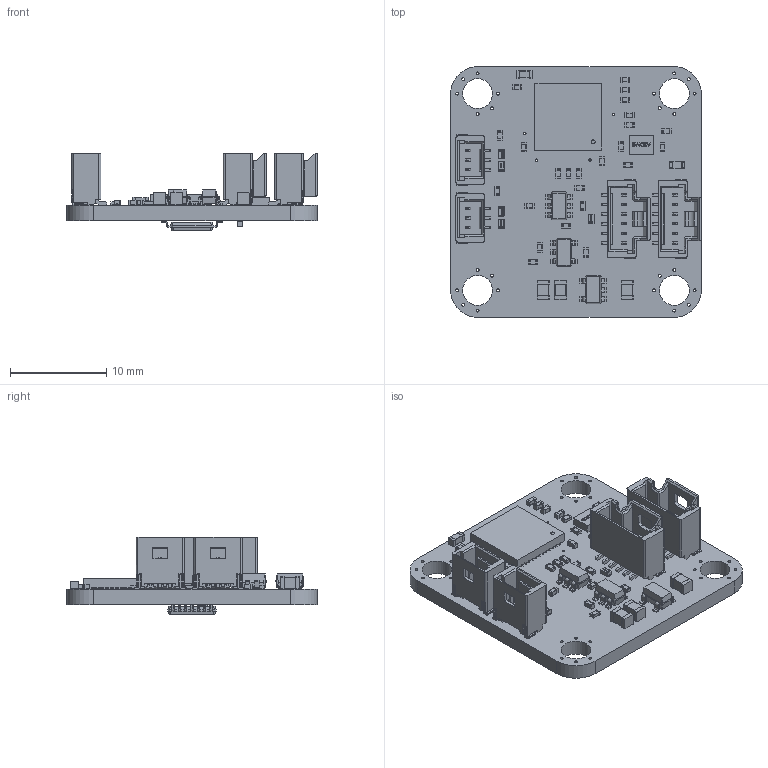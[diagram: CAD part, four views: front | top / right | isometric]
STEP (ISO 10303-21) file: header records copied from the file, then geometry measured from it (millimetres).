
FILE_DESCRIPTION(('FreeCAD Model'),'2;1');
FILE_NAME('Open CASCADE Shape Model','2023-11-29T11:18:40',(''),(''), 'Open CASCADE STEP processor 7.6','FreeCAD','Unknown');
FILE_SCHEMA(('AUTOMOTIVE_DESIGN { 1 0 10303 214 1 1 1 1 }'));
Products named in the file (1): JCS00040001010000_ae_uc001 (Solid)
Bounding box: 26.01 x 26 x 8.09 mm (x, y, z)
Volume: 1356.4 mm3; surface area: 2992.3 mm2
Topology: 46 solids, 46 shells, 3929 faces, 10070 edges, 6368 vertices
Faces by surface type: plane 2557, cylinder 808, bspline 512, sphere 40, cone 12
Full cylindrical faces by diameter (mm): 0.25 x4, 0.3 x24, 0.4 x1, 0.5 x1, 3.1 x4
Entity records: 138925 total; most frequent: CARTESIAN_POINT 46366, ORIENTED_EDGE 20000, DIRECTION 16982, EDGE_CURVE 10000, LINE 7870, VECTOR 7870, VERTEX_POINT 6368, AXIS2_PLACEMENT_3D 4556
